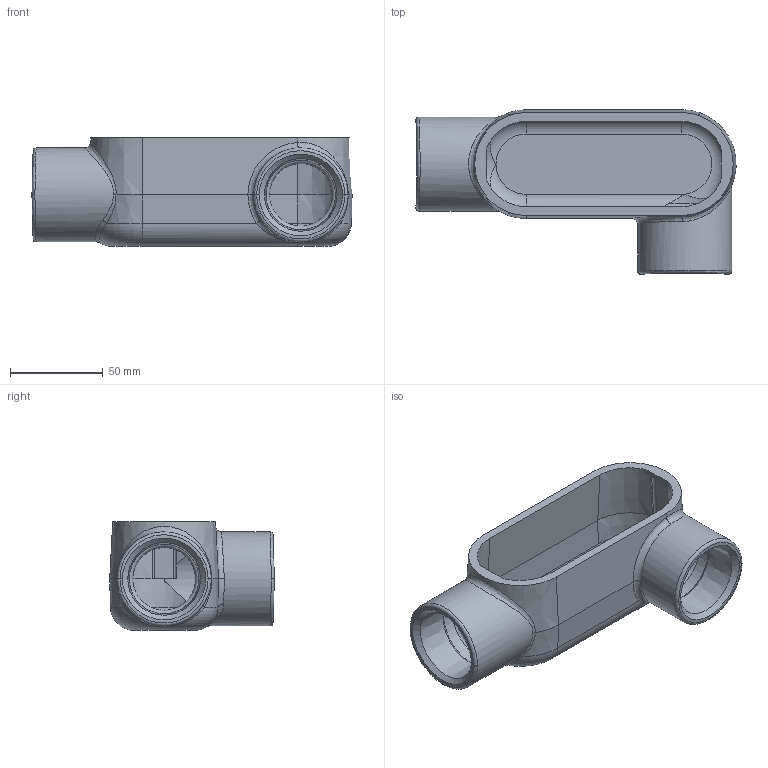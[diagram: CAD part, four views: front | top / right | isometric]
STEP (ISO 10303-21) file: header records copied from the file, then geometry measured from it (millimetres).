
FILE_DESCRIPTION(/* description */ (''),/* implementation_level */ '2;1');
FILE_NAME(/* name */ 'KIL_LL47.stp',/* time_stamp */ '2019-02-18T21:57:25+05:00',/* author */ ('avenkatesan'),/* organization */ (''),/* preprocessor_version */ 'ST-DEVELOPER v17',/* originating_system */ 'Autodesk Inventor 2018',/* authorisation */ '');
FILE_SCHEMA (('AUTOMOTIVE_DESIGN { 1 0 10303 214 3 1 1 }'));
Length unit declared in the file: inch
Products named in the file (1): 17683_e
Bounding box: 173.05 x 88.98 x 58.72 mm (x, y, z)
Volume: 153625.3 mm3; surface area: 66354.2 mm2
Topology: 1 solids, 1 shells, 102 faces, 275 edges, 176 vertices
Faces by surface type: plane 36, cone 18, cylinder 18, bspline 18, torus 12
Full cylindrical faces by diameter (mm): 42.316 x2, 50.8 x2
Entity records: 6227 total; most frequent: CARTESIAN_POINT 3608, ORIENTED_EDGE 550, DIRECTION 537, EDGE_CURVE 275, AXIS2_PLACEMENT_3D 227, VERTEX_POINT 176, EDGE_LOOP 107, FACE_OUTER_BOUND 102
